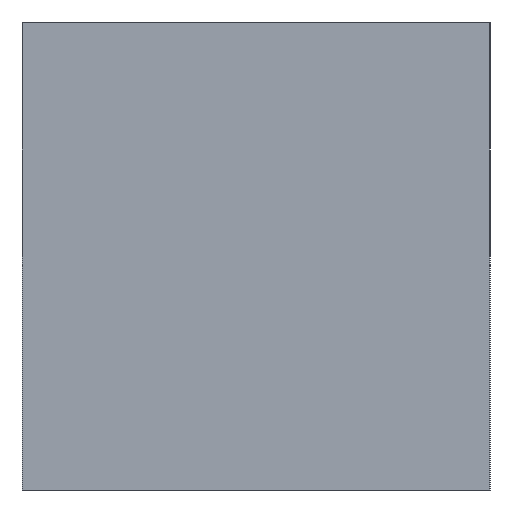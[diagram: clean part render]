
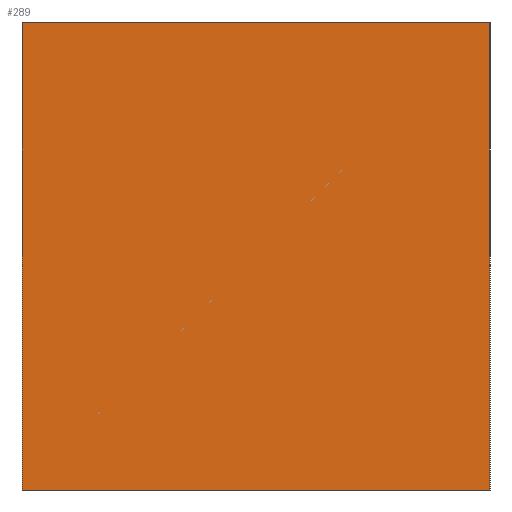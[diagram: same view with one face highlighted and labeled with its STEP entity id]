
A CAD part, left-side view. The second image highlights one B-rep face of the part: STEP entity #289.
In plain terms, the highlighted planar face has unit normal (-1, 0, 0).
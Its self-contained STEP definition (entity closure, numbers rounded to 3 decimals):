
#31=FACE_OUTER_BOUND('',#49,.T.);
#49=EDGE_LOOP('',(#235,#236,#237,#238));
#79=LINE('',#459,#115);
#80=LINE('',#461,#116);
#81=LINE('',#463,#117);
#82=LINE('',#464,#118);
#115=VECTOR('',#381,10.);
#116=VECTOR('',#382,10.);
#117=VECTOR('',#383,10.);
#118=VECTOR('',#384,10.);
#143=VERTEX_POINT('',#457);
#144=VERTEX_POINT('',#458);
#145=VERTEX_POINT('',#460);
#146=VERTEX_POINT('',#462);
#175=EDGE_CURVE('',#143,#144,#79,.T.);
#176=EDGE_CURVE('',#143,#145,#80,.T.);
#177=EDGE_CURVE('',#146,#145,#81,.T.);
#178=EDGE_CURVE('',#144,#146,#82,.T.);
#235=ORIENTED_EDGE('',*,*,#175,.F.);
#236=ORIENTED_EDGE('',*,*,#176,.T.);
#237=ORIENTED_EDGE('',*,*,#177,.F.);
#238=ORIENTED_EDGE('',*,*,#178,.F.);
#271=PLANE('',#323);
#289=ADVANCED_FACE('',(#31),#271,.T.);
#323=AXIS2_PLACEMENT_3D('',#456,#379,#380);
#379=DIRECTION('center_axis',(-1.,0.,0.));
#380=DIRECTION('ref_axis',(0.,-1.,0.));
#381=DIRECTION('',(0.,1.,0.));
#382=DIRECTION('',(0.,0.,1.));
#383=DIRECTION('',(0.,-1.,0.));
#384=DIRECTION('',(0.,0.,1.));
#456=CARTESIAN_POINT('Origin',(0.,2.72,0.));
#457=CARTESIAN_POINT('',(0.,0.,0.));
#458=CARTESIAN_POINT('',(0.,2.72,0.));
#459=CARTESIAN_POINT('',(0.,0.,0.));
#460=CARTESIAN_POINT('',(0.,0.,2.72));
#461=CARTESIAN_POINT('',(0.,0.,0.));
#462=CARTESIAN_POINT('',(0.,2.72,2.72));
#463=CARTESIAN_POINT('',(0.,0.,2.72));
#464=CARTESIAN_POINT('',(0.,2.72,0.));
